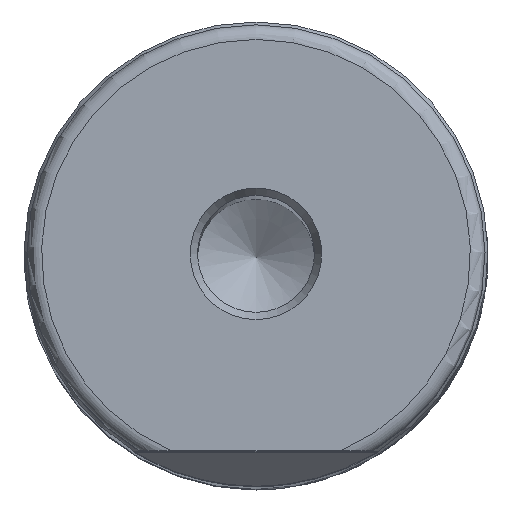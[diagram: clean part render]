
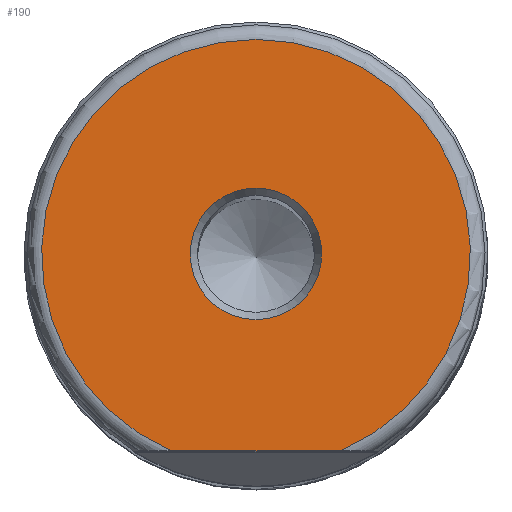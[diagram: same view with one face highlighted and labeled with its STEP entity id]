
A CAD part, top view. The second image highlights one B-rep face of the part: STEP entity #190.
In plain terms, the highlighted planar face has unit normal (0, 0, 1).
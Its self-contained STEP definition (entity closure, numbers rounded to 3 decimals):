
#161=PLANE('',#823);
#190=ADVANCED_FACE('',(#291,#292),#161,.T.);
#250=CIRCLE('',#821,4.5);
#251=CIRCLE('',#822,14.675);
#291=FACE_BOUND('',#374,.T.);
#292=FACE_BOUND('',#375,.T.);
#374=EDGE_LOOP('',(#523));
#375=EDGE_LOOP('',(#524,#525));
#465=LINE('',#1402,#484);
#484=VECTOR('',#918,1.);
#523=ORIENTED_EDGE('',*,*,#717,.T.);
#524=ORIENTED_EDGE('',*,*,#718,.T.);
#525=ORIENTED_EDGE('',*,*,#719,.T.);
#655=VERTEX_POINT('',#1398);
#656=VERTEX_POINT('',#1400);
#657=VERTEX_POINT('',#1401);
#717=EDGE_CURVE('',#655,#655,#250,.T.);
#718=EDGE_CURVE('',#656,#657,#251,.T.);
#719=EDGE_CURVE('',#657,#656,#465,.T.);
#821=AXIS2_PLACEMENT_3D('',#1397,#914,#915);
#822=AXIS2_PLACEMENT_3D('',#1399,#916,#917);
#823=AXIS2_PLACEMENT_3D('',#1403,#919,#920);
#914=DIRECTION('',(0.,0.,-1.));
#915=DIRECTION('',(0.,-1.,0.));
#916=DIRECTION('',(0.,0.,1.));
#917=DIRECTION('',(0.,-1.,0.));
#918=DIRECTION('',(1.,0.,0.));
#919=DIRECTION('',(0.,0.,1.));
#920=DIRECTION('',(0.,-1.,0.));
#1397=CARTESIAN_POINT('',(0.,0.,165.1));
#1398=CARTESIAN_POINT('',(0.,-4.5,165.1));
#1399=CARTESIAN_POINT('',(0.,0.,165.1));
#1400=CARTESIAN_POINT('',(5.783,-13.487,165.1));
#1401=CARTESIAN_POINT('',(-5.783,-13.487,165.1));
#1402=CARTESIAN_POINT('',(-17.5,-13.487,165.1));
#1403=CARTESIAN_POINT('',(0.,0.,165.1));
